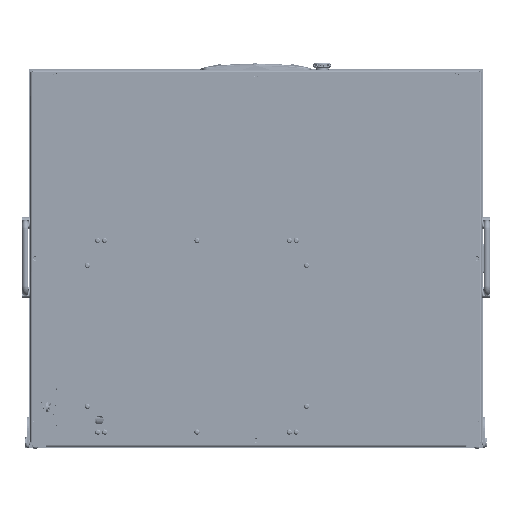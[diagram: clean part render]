
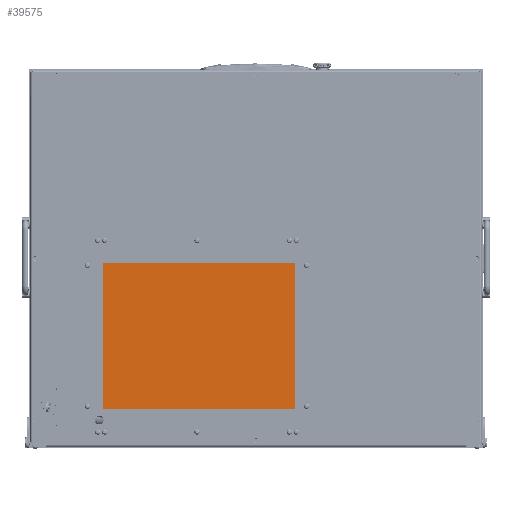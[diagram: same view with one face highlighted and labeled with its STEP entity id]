
A CAD part, front view. The second image highlights one B-rep face of the part: STEP entity #39575.
In plain terms, the highlighted planar face has unit normal (0, -1, 0).
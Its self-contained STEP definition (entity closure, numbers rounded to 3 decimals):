
#591 = VERTEX_POINT ( 'NONE', #95661 ) ;
#10469 = DIRECTION ( 'NONE',  ( 0., 0., -1. ) ) ;
#22659 = EDGE_LOOP ( 'NONE', ( #171484, #77743, #67924, #96313 ) ) ;
#23784 = VECTOR ( 'NONE', #97347, 1000. ) ;
#26548 = FACE_OUTER_BOUND ( 'NONE', #22659, .T. ) ;
#30163 = CARTESIAN_POINT ( 'NONE',  ( 135.25, -4.5, 105.65 ) ) ;
#39427 = LINE ( 'NONE', #150425, #23784 ) ;
#39575 = ADVANCED_FACE ( 'NONE', ( #26548 ), #101708, .T. ) ;
#44684 = VERTEX_POINT ( 'NONE', #167367 ) ;
#49058 = VERTEX_POINT ( 'NONE', #80574 ) ;
#67155 = LINE ( 'NONE', #233742, #95978 ) ;
#67727 = EDGE_CURVE ( 'NONE', #100117, #49058, #39427, .T. ) ;
#67924 = ORIENTED_EDGE ( 'NONE', *, *, #128069, .T. ) ;
#77743 = ORIENTED_EDGE ( 'NONE', *, *, #67727, .T. ) ;
#80574 = CARTESIAN_POINT ( 'NONE',  ( -141.75, -4.5, 105.65 ) ) ;
#86830 = LINE ( 'NONE', #162088, #103337 ) ;
#95661 = CARTESIAN_POINT ( 'NONE',  ( 135.25, -4.5, -105.65 ) ) ;
#95978 = VECTOR ( 'NONE', #217632, 1000. ) ;
#96313 = ORIENTED_EDGE ( 'NONE', *, *, #138047, .T. ) ;
#97347 = DIRECTION ( 'NONE',  ( -1., 0., 0. ) ) ;
#100117 = VERTEX_POINT ( 'NONE', #161433 ) ;
#101708 = PLANE ( 'NONE',  #182347 ) ;
#103337 = VECTOR ( 'NONE', #110180, 1000. ) ;
#110180 = DIRECTION ( 'NONE',  ( 0., 0., 1. ) ) ;
#123853 = DIRECTION ( 'NONE',  ( 0., -1., 0. ) ) ;
#128069 = EDGE_CURVE ( 'NONE', #49058, #44684, #167644, .T. ) ;
#138047 = EDGE_CURVE ( 'NONE', #44684, #591, #67155, .T. ) ;
#150425 = CARTESIAN_POINT ( 'NONE',  ( 135.25, -4.5, 105.65 ) ) ;
#161433 = CARTESIAN_POINT ( 'NONE',  ( 135.25, -4.5, 105.65 ) ) ;
#162088 = CARTESIAN_POINT ( 'NONE',  ( 135.25, -4.5, -105.65 ) ) ;
#167367 = CARTESIAN_POINT ( 'NONE',  ( -141.75, -4.5, -105.65 ) ) ;
#167644 = LINE ( 'NONE', #171290, #216438 ) ;
#171290 = CARTESIAN_POINT ( 'NONE',  ( -141.75, -4.5, -105.65 ) ) ;
#171484 = ORIENTED_EDGE ( 'NONE', *, *, #188082, .T. ) ;
#182347 = AXIS2_PLACEMENT_3D ( 'NONE', #30163, #123853, #10469 ) ;
#188082 = EDGE_CURVE ( 'NONE', #591, #100117, #86830, .T. ) ;
#192215 = DIRECTION ( 'NONE',  ( 0., 0., -1. ) ) ;
#216438 = VECTOR ( 'NONE', #192215, 1000. ) ;
#217632 = DIRECTION ( 'NONE',  ( 1., 0., 0. ) ) ;
#233742 = CARTESIAN_POINT ( 'NONE',  ( 135.25, -4.5, -105.65 ) ) ;
